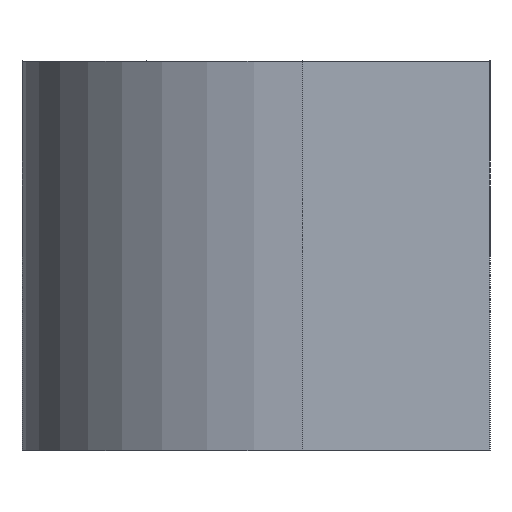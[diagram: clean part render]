
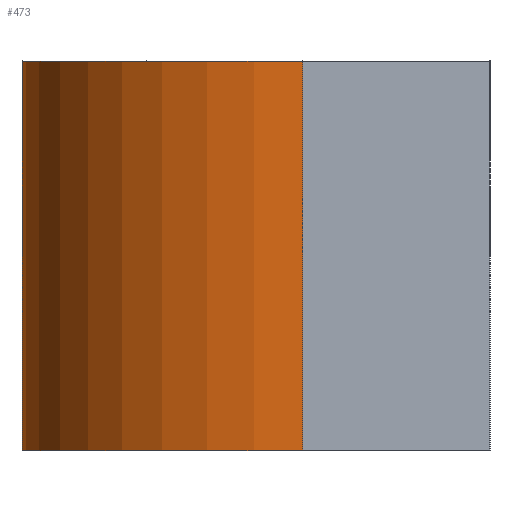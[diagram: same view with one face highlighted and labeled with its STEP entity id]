
A CAD part, left-side view. The second image highlights one B-rep face of the part: STEP entity #473.
In plain terms, the highlighted cylindrical face has radius 18 mm (diameter 36 mm), a partial arc.
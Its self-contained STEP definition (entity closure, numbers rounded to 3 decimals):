
#53 = CIRCLE ( 'NONE', #591, 18. ) ;
#129 = VERTEX_POINT ( 'NONE', #404 ) ;
#138 = DIRECTION ( 'NONE',  ( 0., 0., 1. ) ) ;
#139 = ORIENTED_EDGE ( 'NONE', *, *, #727, .F. ) ;
#148 = LINE ( 'NONE', #662, #522 ) ;
#153 = CYLINDRICAL_SURFACE ( 'NONE', #397, 18. ) ;
#187 = EDGE_CURVE ( 'NONE', #505, #129, #391, .T. ) ;
#234 = AXIS2_PLACEMENT_3D ( 'NONE', #677, #734, #286 ) ;
#237 = ORIENTED_EDGE ( 'NONE', *, *, #631, .T. ) ;
#245 = ORIENTED_EDGE ( 'NONE', *, *, #267, .T. ) ;
#263 = CARTESIAN_POINT ( 'NONE',  ( -82., 30., 12.5 ) ) ;
#267 = EDGE_CURVE ( 'NONE', #585, #285, #148, .T. ) ;
#285 = VERTEX_POINT ( 'NONE', #706 ) ;
#286 = DIRECTION ( 'NONE',  ( -1., 0., 0. ) ) ;
#326 = CARTESIAN_POINT ( 'NONE',  ( -82., 12., 12.5 ) ) ;
#342 = EDGE_LOOP ( 'NONE', ( #237, #693, #139, #245 ) ) ;
#367 = CARTESIAN_POINT ( 'NONE',  ( -82., 12., -12.5 ) ) ;
#391 = LINE ( 'NONE', #574, #551 ) ;
#394 = DIRECTION ( 'NONE',  ( 0., 0., -1. ) ) ;
#397 = AXIS2_PLACEMENT_3D ( 'NONE', #326, #428, #478 ) ;
#404 = CARTESIAN_POINT ( 'NONE',  ( -100., 12., -12.5 ) ) ;
#428 = DIRECTION ( 'NONE',  ( 0., 0., -1. ) ) ;
#473 = ADVANCED_FACE ( 'NONE', ( #703 ), #153, .T. ) ;
#478 = DIRECTION ( 'NONE',  ( -1., 0., 0. ) ) ;
#505 = VERTEX_POINT ( 'NONE', #635 ) ;
#522 = VECTOR ( 'NONE', #582, 1000. ) ;
#551 = VECTOR ( 'NONE', #394, 1000. ) ;
#557 = CIRCLE ( 'NONE', #234, 18. ) ;
#574 = CARTESIAN_POINT ( 'NONE',  ( -100., 12., 12.5 ) ) ;
#582 = DIRECTION ( 'NONE',  ( 0., 0., -1. ) ) ;
#585 = VERTEX_POINT ( 'NONE', #263 ) ;
#591 = AXIS2_PLACEMENT_3D ( 'NONE', #367, #138, #673 ) ;
#631 = EDGE_CURVE ( 'NONE', #285, #129, #53, .T. ) ;
#635 = CARTESIAN_POINT ( 'NONE',  ( -100., 12., 12.5 ) ) ;
#662 = CARTESIAN_POINT ( 'NONE',  ( -82., 30., 12.5 ) ) ;
#673 = DIRECTION ( 'NONE',  ( -1., 0., 0. ) ) ;
#677 = CARTESIAN_POINT ( 'NONE',  ( -82., 12., 12.5 ) ) ;
#693 = ORIENTED_EDGE ( 'NONE', *, *, #187, .F. ) ;
#703 = FACE_OUTER_BOUND ( 'NONE', #342, .T. ) ;
#706 = CARTESIAN_POINT ( 'NONE',  ( -82., 30., -12.5 ) ) ;
#727 = EDGE_CURVE ( 'NONE', #585, #505, #557, .T. ) ;
#734 = DIRECTION ( 'NONE',  ( 0., 0., 1. ) ) ;
